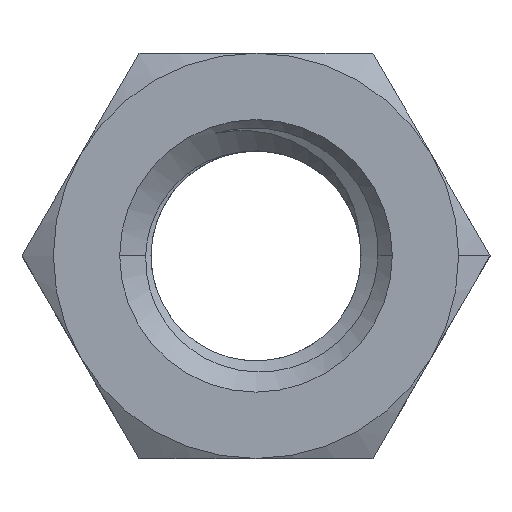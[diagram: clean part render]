
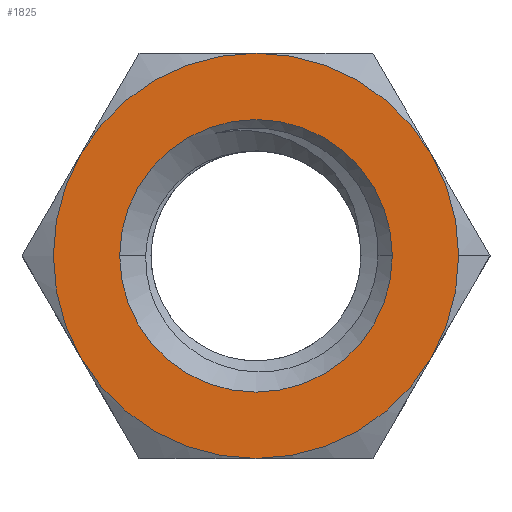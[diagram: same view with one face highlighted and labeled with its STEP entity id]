
A CAD part, top view. The second image highlights one B-rep face of the part: STEP entity #1825.
In plain terms, the highlighted planar face has unit normal (0, 0, 1).
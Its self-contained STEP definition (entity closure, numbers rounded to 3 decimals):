
#2 = AXIS2_PLACEMENT_3D ( 'NONE', #1876, #481, #1081 ) ;
#35 = AXIS2_PLACEMENT_3D ( 'NONE', #659, #1421, #1710 ) ;
#45 = CARTESIAN_POINT ( 'NONE',  ( -3.7, 0., 5.5 ) ) ;
#59 = VERTEX_POINT ( 'NONE', #1944 ) ;
#87 = EDGE_LOOP ( 'NONE', ( #1307, #1565 ) ) ;
#101 = AXIS2_PLACEMENT_3D ( 'NONE', #985, #385, #1381 ) ;
#126 = AXIS2_PLACEMENT_3D ( 'NONE', #715, #556, #1474 ) ;
#159 = CARTESIAN_POINT ( 'NONE',  ( 4.763, -2.75, 5.5 ) ) ;
#161 = VERTEX_POINT ( 'NONE', #438 ) ;
#168 = AXIS2_PLACEMENT_3D ( 'NONE', #1875, #1108, #1588 ) ;
#197 = CIRCLE ( 'NONE', #126, 5.5 ) ;
#206 = CARTESIAN_POINT ( 'NONE',  ( 4.763, 2.75, 5.5 ) ) ;
#254 = DIRECTION ( 'NONE',  ( 1., 0., 0. ) ) ;
#299 = AXIS2_PLACEMENT_3D ( 'NONE', #1786, #1322, #254 ) ;
#311 = EDGE_CURVE ( 'NONE', #1487, #161, #1950, .T. ) ;
#318 = CIRCLE ( 'NONE', #299, 3.7 ) ;
#385 = DIRECTION ( 'NONE',  ( 0., 0., 1. ) ) ;
#438 = CARTESIAN_POINT ( 'NONE',  ( -4.763, -2.75, 5.5 ) ) ;
#440 = EDGE_CURVE ( 'NONE', #161, #1969, #1031, .T. ) ;
#449 = ORIENTED_EDGE ( 'NONE', *, *, #1097, .T. ) ;
#481 = DIRECTION ( 'NONE',  ( 0., 0., -1. ) ) ;
#511 = DIRECTION ( 'NONE',  ( 0., 0., 1. ) ) ;
#520 = EDGE_CURVE ( 'NONE', #857, #1333, #1908, .T. ) ;
#542 = CARTESIAN_POINT ( 'NONE',  ( -4.763, 2.75, 5.5 ) ) ;
#548 = VERTEX_POINT ( 'NONE', #947 ) ;
#556 = DIRECTION ( 'NONE',  ( 0., 0., 1. ) ) ;
#637 = CARTESIAN_POINT ( 'NONE',  ( 0., 0., 5.5 ) ) ;
#659 = CARTESIAN_POINT ( 'NONE',  ( 0., 0., 5.5 ) ) ;
#715 = CARTESIAN_POINT ( 'NONE',  ( 0., 0., 5.5 ) ) ;
#719 = EDGE_CURVE ( 'NONE', #1333, #1487, #1537, .T. ) ;
#757 = DIRECTION ( 'NONE',  ( 0., 0., 1. ) ) ;
#776 = DIRECTION ( 'NONE',  ( 0., 0., 1. ) ) ;
#815 = CIRCLE ( 'NONE', #2, 3.7 ) ;
#816 = EDGE_CURVE ( 'NONE', #1969, #1739, #1000, .T. ) ;
#838 = AXIS2_PLACEMENT_3D ( 'NONE', #1149, #1270, #1428 ) ;
#857 = VERTEX_POINT ( 'NONE', #206 ) ;
#860 = CARTESIAN_POINT ( 'NONE',  ( 0., -5.5, 5.5 ) ) ;
#894 = CARTESIAN_POINT ( 'NONE',  ( 0., 0., 5.5 ) ) ;
#917 = AXIS2_PLACEMENT_3D ( 'NONE', #637, #776, #1148 ) ;
#947 = CARTESIAN_POINT ( 'NONE',  ( 5.5, 0., 5.5 ) ) ;
#948 = ORIENTED_EDGE ( 'NONE', *, *, #440, .T. ) ;
#985 = CARTESIAN_POINT ( 'NONE',  ( 0., 0., 5.5 ) ) ;
#1000 = CIRCLE ( 'NONE', #1320, 5.5 ) ;
#1031 = CIRCLE ( 'NONE', #838, 5.5 ) ;
#1081 = DIRECTION ( 'NONE',  ( 1., 0., 0. ) ) ;
#1097 = EDGE_CURVE ( 'NONE', #548, #857, #197, .T. ) ;
#1108 = DIRECTION ( 'NONE',  ( 0., 0., 1. ) ) ;
#1120 = FACE_OUTER_BOUND ( 'NONE', #1768, .T. ) ;
#1121 = EDGE_CURVE ( 'NONE', #59, #1870, #318, .T. ) ;
#1148 = DIRECTION ( 'NONE',  ( 1., 0., 0. ) ) ;
#1149 = CARTESIAN_POINT ( 'NONE',  ( 0., 0., 5.5 ) ) ;
#1180 = ORIENTED_EDGE ( 'NONE', *, *, #1884, .T. ) ;
#1218 = AXIS2_PLACEMENT_3D ( 'NONE', #894, #757, #1820 ) ;
#1222 = CIRCLE ( 'NONE', #101, 5.5 ) ;
#1255 = ORIENTED_EDGE ( 'NONE', *, *, #520, .T. ) ;
#1267 = ORIENTED_EDGE ( 'NONE', *, *, #311, .T. ) ;
#1270 = DIRECTION ( 'NONE',  ( 0., 0., 1. ) ) ;
#1274 = FACE_BOUND ( 'NONE', #87, .T. ) ;
#1280 = PLANE ( 'NONE',  #917 ) ;
#1307 = ORIENTED_EDGE ( 'NONE', *, *, #1121, .T. ) ;
#1320 = AXIS2_PLACEMENT_3D ( 'NONE', #1417, #511, #1728 ) ;
#1322 = DIRECTION ( 'NONE',  ( 0., 0., -1. ) ) ;
#1333 = VERTEX_POINT ( 'NONE', #1527 ) ;
#1381 = DIRECTION ( 'NONE',  ( 1., 0., 0. ) ) ;
#1417 = CARTESIAN_POINT ( 'NONE',  ( 0., 0., 5.5 ) ) ;
#1421 = DIRECTION ( 'NONE',  ( 0., 0., 1. ) ) ;
#1428 = DIRECTION ( 'NONE',  ( 1., 0., 0. ) ) ;
#1474 = DIRECTION ( 'NONE',  ( 1., 0., 0. ) ) ;
#1487 = VERTEX_POINT ( 'NONE', #542 ) ;
#1527 = CARTESIAN_POINT ( 'NONE',  ( 0., 5.5, 5.5 ) ) ;
#1537 = CIRCLE ( 'NONE', #1218, 5.5 ) ;
#1565 = ORIENTED_EDGE ( 'NONE', *, *, #1989, .T. ) ;
#1588 = DIRECTION ( 'NONE',  ( 1., 0., 0. ) ) ;
#1618 = ORIENTED_EDGE ( 'NONE', *, *, #816, .T. ) ;
#1710 = DIRECTION ( 'NONE',  ( 1., 0., 0. ) ) ;
#1724 = ORIENTED_EDGE ( 'NONE', *, *, #719, .T. ) ;
#1728 = DIRECTION ( 'NONE',  ( 1., 0., 0. ) ) ;
#1739 = VERTEX_POINT ( 'NONE', #159 ) ;
#1768 = EDGE_LOOP ( 'NONE', ( #1180, #449, #1255, #1724, #1267, #948, #1618 ) ) ;
#1786 = CARTESIAN_POINT ( 'NONE',  ( 0., 0., 5.5 ) ) ;
#1820 = DIRECTION ( 'NONE',  ( 1., 0., 0. ) ) ;
#1825 = ADVANCED_FACE ( 'NONE', ( #1274, #1120 ), #1280, .T. ) ;
#1870 = VERTEX_POINT ( 'NONE', #45 ) ;
#1875 = CARTESIAN_POINT ( 'NONE',  ( 0., 0., 5.5 ) ) ;
#1876 = CARTESIAN_POINT ( 'NONE',  ( 0., 0., 5.5 ) ) ;
#1884 = EDGE_CURVE ( 'NONE', #1739, #548, #1222, .T. ) ;
#1908 = CIRCLE ( 'NONE', #168, 5.5 ) ;
#1944 = CARTESIAN_POINT ( 'NONE',  ( 3.7, 0., 5.5 ) ) ;
#1950 = CIRCLE ( 'NONE', #35, 5.5 ) ;
#1969 = VERTEX_POINT ( 'NONE', #860 ) ;
#1989 = EDGE_CURVE ( 'NONE', #1870, #59, #815, .T. ) ;
